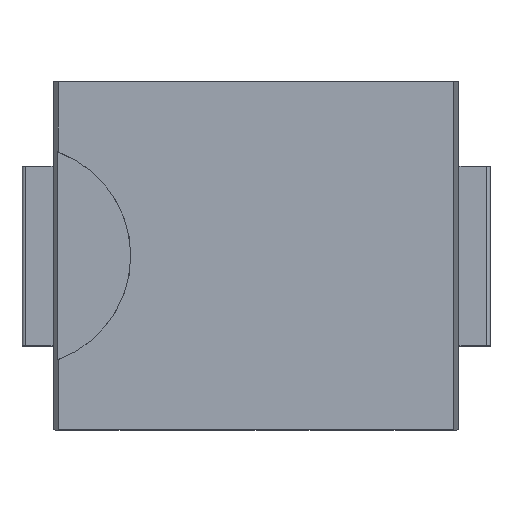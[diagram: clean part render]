
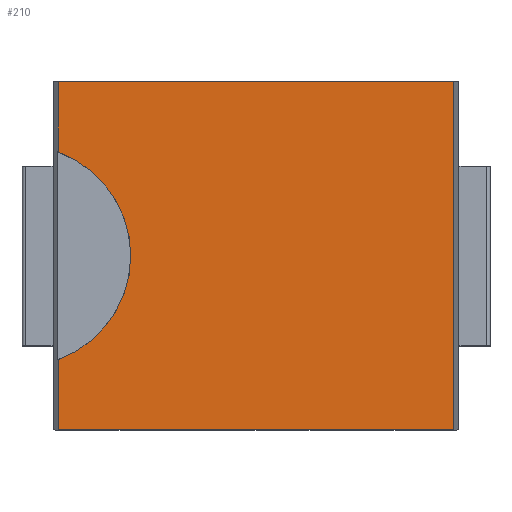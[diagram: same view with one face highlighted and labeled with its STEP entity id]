
A CAD part, top view. The second image highlights one B-rep face of the part: STEP entity #210.
In plain terms, the highlighted planar face has unit normal (0, 0, 1).
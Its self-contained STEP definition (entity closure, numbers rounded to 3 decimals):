
#96 = VERTEX_POINT('',#97);
#97 = CARTESIAN_POINT('',(-3.357,-2.953,2.315));
#103 = EDGE_CURVE('',#96,#104,#106,.T.);
#104 = VERTEX_POINT('',#105);
#105 = CARTESIAN_POINT('',(3.357,-2.953,2.315));
#106 = LINE('',#107,#108);
#107 = CARTESIAN_POINT('',(-3.357,-2.953,2.315));
#108 = VECTOR('',#109,1.);
#109 = DIRECTION('',(1.,0.,0.));
#191 = EDGE_CURVE('',#104,#192,#194,.T.);
#192 = VERTEX_POINT('',#193);
#193 = CARTESIAN_POINT('',(3.357,2.953,2.315));
#194 = LINE('',#195,#196);
#195 = CARTESIAN_POINT('',(3.357,-2.953,2.315));
#196 = VECTOR('',#197,1.);
#197 = DIRECTION('',(0.,1.,0.));
#210 = ADVANCED_FACE('',(#211),#246,.T.);
#211 = FACE_BOUND('',#212,.F.);
#212 = EDGE_LOOP('',(#213,#224,#232,#238,#239,#240));
#213 = ORIENTED_EDGE('',*,*,#214,.T.);
#214 = EDGE_CURVE('',#215,#217,#219,.T.);
#215 = VERTEX_POINT('',#216);
#216 = CARTESIAN_POINT('',(-3.357,-1.761,2.315));
#217 = VERTEX_POINT('',#218);
#218 = CARTESIAN_POINT('',(-3.357,1.761,2.315));
#219 = CIRCLE('',#220,1.875);
#220 = AXIS2_PLACEMENT_3D('',#221,#222,#223);
#221 = CARTESIAN_POINT('',(-4.,0.,2.315));
#222 = DIRECTION('',(0.,0.,1.));
#223 = DIRECTION('',(0.343,-0.939,0.
    ));
#224 = ORIENTED_EDGE('',*,*,#225,.T.);
#225 = EDGE_CURVE('',#217,#226,#228,.T.);
#226 = VERTEX_POINT('',#227);
#227 = CARTESIAN_POINT('',(-3.357,2.953,2.315));
#228 = LINE('',#229,#230);
#229 = CARTESIAN_POINT('',(-3.357,1.761,2.315));
#230 = VECTOR('',#231,1.);
#231 = DIRECTION('',(0.,1.,0.));
#232 = ORIENTED_EDGE('',*,*,#233,.T.);
#233 = EDGE_CURVE('',#226,#192,#234,.T.);
#234 = LINE('',#235,#236);
#235 = CARTESIAN_POINT('',(-3.357,2.953,2.315));
#236 = VECTOR('',#237,1.);
#237 = DIRECTION('',(1.,0.,0.));
#238 = ORIENTED_EDGE('',*,*,#191,.F.);
#239 = ORIENTED_EDGE('',*,*,#103,.F.);
#240 = ORIENTED_EDGE('',*,*,#241,.T.);
#241 = EDGE_CURVE('',#96,#215,#242,.T.);
#242 = LINE('',#243,#244);
#243 = CARTESIAN_POINT('',(-3.357,-2.953,2.315));
#244 = VECTOR('',#245,1.);
#245 = DIRECTION('',(0.,1.,0.));
#246 = PLANE('',#247);
#247 = AXIS2_PLACEMENT_3D('',#248,#249,#250);
#248 = CARTESIAN_POINT('',(-3.357,-2.953,2.315));
#249 = DIRECTION('',(0.,0.,1.));
#250 = DIRECTION('',(1.,0.,0.));
